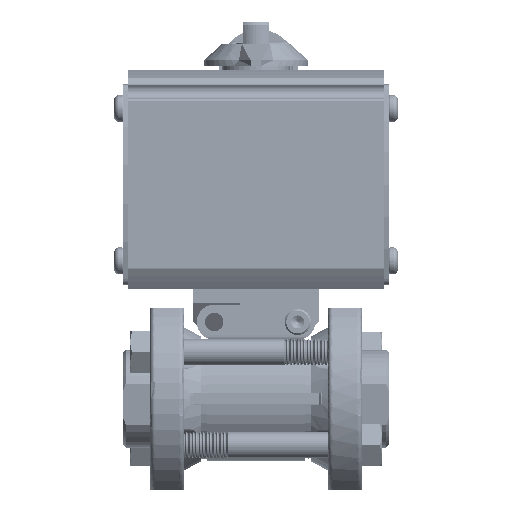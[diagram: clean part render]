
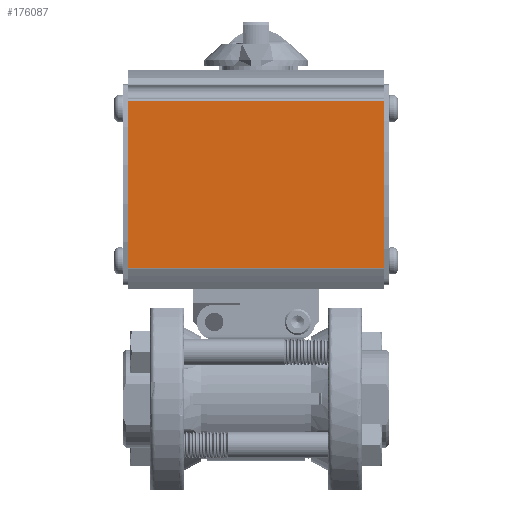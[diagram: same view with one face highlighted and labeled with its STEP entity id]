
A CAD part, top view. The second image highlights one B-rep face of the part: STEP entity #176087.
In plain terms, the highlighted planar face has unit normal (0, 0, 1).
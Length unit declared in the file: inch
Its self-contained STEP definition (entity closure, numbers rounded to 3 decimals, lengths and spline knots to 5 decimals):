
#677 = VECTOR ( 'NONE', #54642, 39.37008 ) ;
#3530 = LINE ( 'NONE', #18583, #118545 ) ;
#7679 = PLANE ( 'NONE',  #8605 ) ;
#8605 = AXIS2_PLACEMENT_3D ( 'NONE', #23424, #39114, #148647 ) ;
#18583 = CARTESIAN_POINT ( 'NONE',  ( -5.04033, 3.56213, 1.17 ) ) ;
#23424 = CARTESIAN_POINT ( 'NONE',  ( -5.04033, 3.5694, 1.17 ) ) ;
#34466 = CARTESIAN_POINT ( 'NONE',  ( -1.5275, 3.5694, 1.17 ) ) ;
#37889 = ORIENTED_EDGE ( 'NONE', *, *, #111052, .F. ) ;
#39114 = DIRECTION ( 'NONE',  ( 0., 0., -1. ) ) ;
#44611 = EDGE_CURVE ( 'NONE', #101094, #135866, #47067, .T. ) ;
#47067 = LINE ( 'NONE', #101228, #677 ) ;
#52270 = CARTESIAN_POINT ( 'NONE',  ( -1.5275, 3.56213, 1.17 ) ) ;
#53849 = LINE ( 'NONE', #161255, #132303 ) ;
#54642 = DIRECTION ( 'NONE',  ( 0., -1., 0. ) ) ;
#55272 = ORIENTED_EDGE ( 'NONE', *, *, #44611, .F. ) ;
#61723 = CARTESIAN_POINT ( 'NONE',  ( 1.5275, 1.56787, 1.17 ) ) ;
#71653 = FACE_OUTER_BOUND ( 'NONE', #97181, .T. ) ;
#76997 = VECTOR ( 'NONE', #143927, 39.37008 ) ;
#83860 = EDGE_CURVE ( 'NONE', #101094, #198447, #3530, .T. ) ;
#88379 = EDGE_CURVE ( 'NONE', #153606, #135866, #53849, .T. ) ;
#97181 = EDGE_LOOP ( 'NONE', ( #55272, #162068, #37889, #160665 ) ) ;
#101094 = VERTEX_POINT ( 'NONE', #103636 ) ;
#101228 = CARTESIAN_POINT ( 'NONE',  ( 1.5275, 3.5694, 1.17 ) ) ;
#103636 = CARTESIAN_POINT ( 'NONE',  ( 1.5275, 3.56213, 1.17 ) ) ;
#111052 = EDGE_CURVE ( 'NONE', #153606, #198447, #160301, .T. ) ;
#118545 = VECTOR ( 'NONE', #123391, 39.37008 ) ;
#123391 = DIRECTION ( 'NONE',  ( -1., 0., 0. ) ) ;
#132303 = VECTOR ( 'NONE', #192719, 39.37008 ) ;
#135866 = VERTEX_POINT ( 'NONE', #61723 ) ;
#143927 = DIRECTION ( 'NONE',  ( 0., 1., 0. ) ) ;
#148647 = DIRECTION ( 'NONE',  ( 0., -1., 0. ) ) ;
#153606 = VERTEX_POINT ( 'NONE', #187648 ) ;
#160301 = LINE ( 'NONE', #34466, #76997 ) ;
#160665 = ORIENTED_EDGE ( 'NONE', *, *, #88379, .T. ) ;
#161255 = CARTESIAN_POINT ( 'NONE',  ( -5.04033, 1.56787, 1.17 ) ) ;
#162068 = ORIENTED_EDGE ( 'NONE', *, *, #83860, .T. ) ;
#176087 = ADVANCED_FACE ( 'NONE', ( #71653 ), #7679, .F. ) ;
#187648 = CARTESIAN_POINT ( 'NONE',  ( -1.5275, 1.56787, 1.17 ) ) ;
#192719 = DIRECTION ( 'NONE',  ( 1., 0., 0. ) ) ;
#198447 = VERTEX_POINT ( 'NONE', #52270 ) ;
